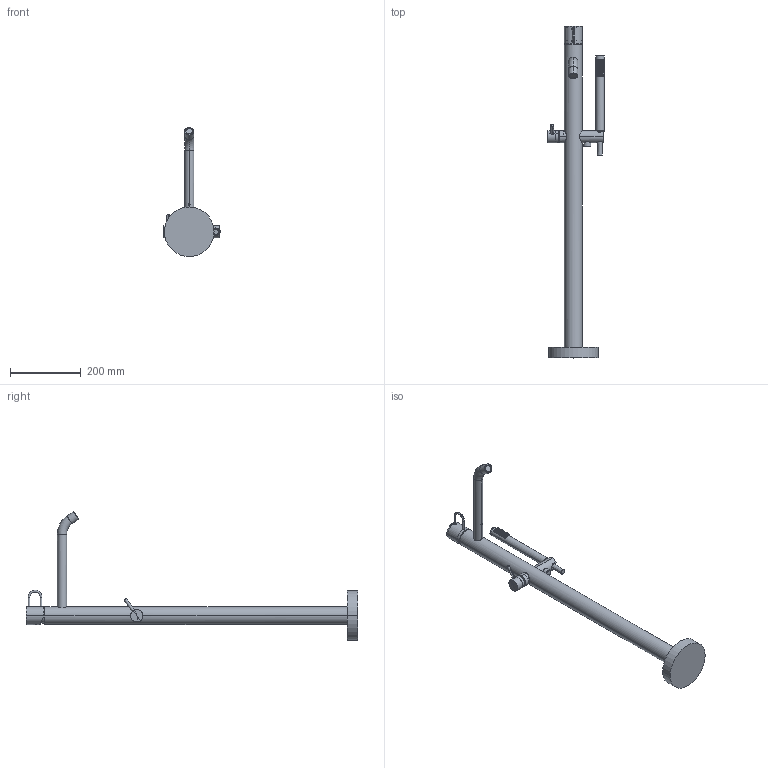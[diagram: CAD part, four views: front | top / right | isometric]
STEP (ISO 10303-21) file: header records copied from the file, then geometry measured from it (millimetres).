
FILE_DESCRIPTION((''),'2;1');
FILE_NAME('JK032CR','2021-02-02T13:42:49',('ut3'),('PAFFONI SpA'),'CREO PARAMETRIC BY PTC INC, 2020044','CREO PARAMETRIC BY PTC INC, 2020044','');
FILE_SCHEMA(('CONFIG_CONTROL_DESIGN','SHAPE_APPEARANCE_LAYERS_GROUPS'));
Length unit declared in the file: millimetre
Products named in the file (1): JK032CR
Bounding box: 158.99 x 937.74 x 364.39 mm (x, y, z)
Volume: 1322606.1 mm3; surface area: 394344.7 mm2
Topology: 24 solids, 24 shells, 618 faces, 1322 edges, 847 vertices
Faces by surface type: plane 229, cylinder 207, cone 153, torus 15, bspline 12, sphere 2
Entity records: 31386 total; most frequent: CARTESIAN_POINT 13966, DIRECTION 2821, ORIENTED_EDGE 2624, EDGE_CURVE 1312, AXIS2_PLACEMENT_3D 1173, VERTEX_POINT 847, EDGE_LOOP 729, FACE_OUTER_BOUND 618
